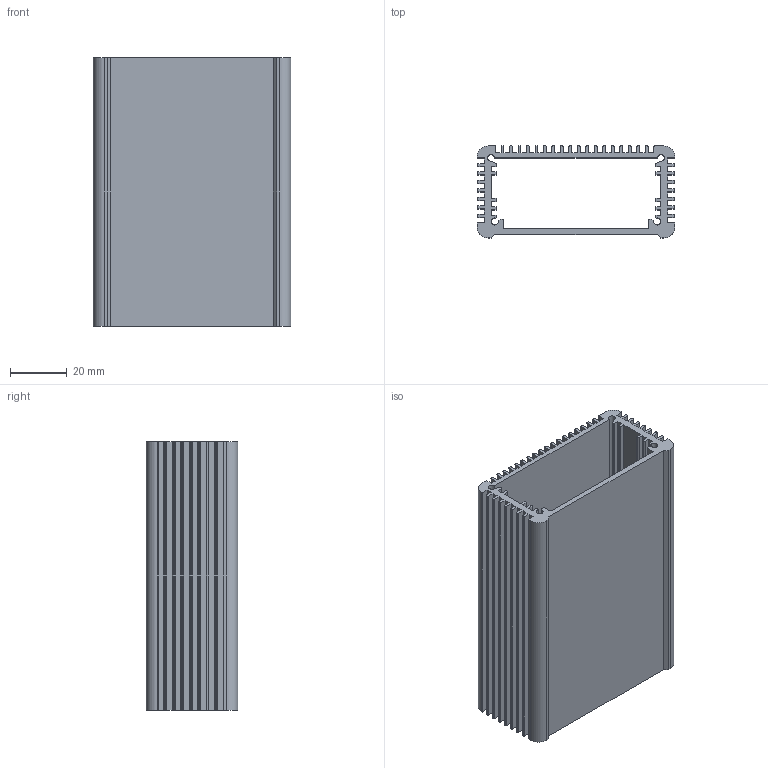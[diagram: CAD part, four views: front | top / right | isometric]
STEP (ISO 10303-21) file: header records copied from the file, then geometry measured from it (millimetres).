
FILE_DESCRIPTION(('STEP AP214'), '1');
FILE_NAME('17-10A-95', '', ('UNSPECIFIED'), ('UNSPECIFIED'), 'ASCON STEP Converter 1.6', 'ASCON Math Kernel', '');
FILE_SCHEMA(('AUTOMOTIVE_DESIGN { 1 0 10303 214 3 1 1}'));
Length unit declared in the file: millimetre
Bounding box: 70 x 32.5 x 95 mm (x, y, z)
Volume: 51671.7 mm3; surface area: 56395 mm2
Topology: 1 solids, 1 shells, 299 faces, 891 edges, 594 vertices
Faces by surface type: plane 196, cylinder 103
Entity records: 12513 total; most frequent: CARTESIAN_POINT 1789, ORIENTED_EDGE 1782, DIRECTION 1705, EDGE_CURVE 891, LINE 685, VECTOR 685, VERTEX_POINT 594, AXIS2_PLACEMENT_3D 510
